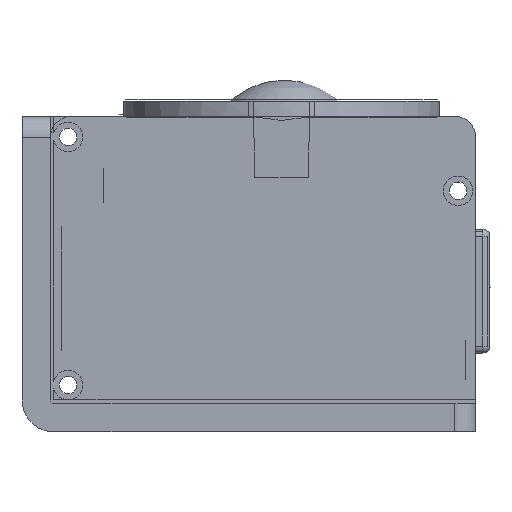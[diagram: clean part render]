
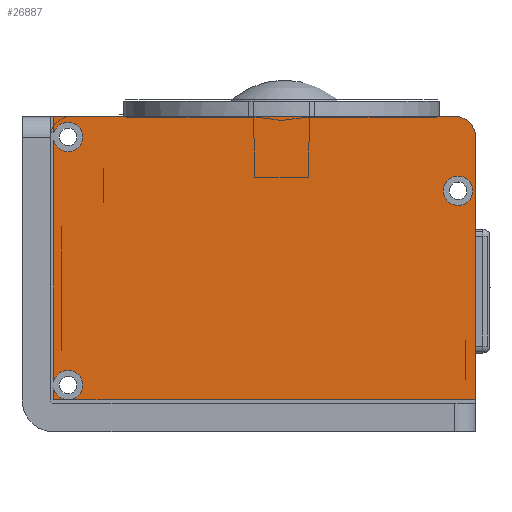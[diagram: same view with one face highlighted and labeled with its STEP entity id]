
A CAD part, front view. The second image highlights one B-rep face of the part: STEP entity #26887.
In plain terms, the highlighted planar face has unit normal (0, -1, 0).
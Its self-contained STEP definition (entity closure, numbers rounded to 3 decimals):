
#1388=FACE_BOUND('',#4596,.T.);
#2844=FACE_OUTER_BOUND('',#4595,.T.);
#4595=EDGE_LOOP('',(#24197,#24198,#24199,#24200,#24201,#24202,#24203,#24204,
#24205));
#4596=EDGE_LOOP('',(#24206));
#5277=CIRCLE('',#37878,2.075);
#5278=CIRCLE('',#37879,2.075);
#5279=CIRCLE('',#37880,3.);
#5280=CIRCLE('',#37881,2.075);
#9433=VERTEX_POINT('',#62561);
#9434=VERTEX_POINT('',#62562);
#9435=VERTEX_POINT('',#62564);
#9436=VERTEX_POINT('',#62566);
#9437=VERTEX_POINT('',#62568);
#9438=VERTEX_POINT('',#62570);
#9439=VERTEX_POINT('',#62572);
#9440=VERTEX_POINT('',#62574);
#9441=VERTEX_POINT('',#62576);
#9442=VERTEX_POINT('',#62579);
#14966=EDGE_CURVE('',#9433,#9434,#5277,.T.);
#14967=EDGE_CURVE('',#9433,#9435,#31336,.T.);
#14968=EDGE_CURVE('',#9436,#9435,#5278,.T.);
#14969=EDGE_CURVE('',#9436,#9437,#31337,.T.);
#14970=EDGE_CURVE('',#9437,#9438,#31338,.T.);
#14971=EDGE_CURVE('',#9438,#9439,#31339,.T.);
#14972=EDGE_CURVE('',#9440,#9439,#5279,.T.);
#14973=EDGE_CURVE('',#9440,#9441,#31340,.T.);
#14974=EDGE_CURVE('',#9441,#9434,#31341,.T.);
#14975=EDGE_CURVE('',#9442,#9442,#5280,.T.);
#24197=ORIENTED_EDGE('',*,*,#14966,.F.);
#24198=ORIENTED_EDGE('',*,*,#14967,.T.);
#24199=ORIENTED_EDGE('',*,*,#14968,.F.);
#24200=ORIENTED_EDGE('',*,*,#14969,.T.);
#24201=ORIENTED_EDGE('',*,*,#14970,.T.);
#24202=ORIENTED_EDGE('',*,*,#14971,.T.);
#24203=ORIENTED_EDGE('',*,*,#14972,.F.);
#24204=ORIENTED_EDGE('',*,*,#14973,.T.);
#24205=ORIENTED_EDGE('',*,*,#14974,.T.);
#24206=ORIENTED_EDGE('',*,*,#14975,.F.);
#25425=PLANE('',#37877);
#26887=ADVANCED_FACE('',(#2844,#1388),#25425,.F.);
#31336=LINE('',#62565,#35743);
#31337=LINE('',#62569,#35744);
#31338=LINE('',#62571,#35745);
#31339=LINE('',#62573,#35746);
#31340=LINE('',#62577,#35747);
#31341=LINE('',#62578,#35748);
#35743=VECTOR('',#46431,33.894);
#35744=VECTOR('',#46434,1.547);
#35745=VECTOR('',#46435,59.5);
#35746=VECTOR('',#46436,37.);
#35747=VECTOR('',#46439,56.5);
#35748=VECTOR('',#46440,2.347);
#37877=AXIS2_PLACEMENT_3D('',#62560,#46427,#46428);
#37878=AXIS2_PLACEMENT_3D('',#62563,#46429,#46430);
#37879=AXIS2_PLACEMENT_3D('',#62567,#46432,#46433);
#37880=AXIS2_PLACEMENT_3D('',#62575,#46437,#46438);
#37881=AXIS2_PLACEMENT_3D('',#62580,#46441,#46442);
#46427=DIRECTION('center_axis',(0.,1.,0.));
#46428=DIRECTION('ref_axis',(-1.,0.,0.));
#46429=DIRECTION('center_axis',(0.,-1.,0.));
#46430=DIRECTION('ref_axis',(-1.,0.,0.));
#46431=DIRECTION('',(0.,0.,-1.));
#46432=DIRECTION('center_axis',(0.,-1.,0.));
#46433=DIRECTION('ref_axis',(-1.,0.,0.));
#46434=DIRECTION('',(0.,0.,-1.));
#46435=DIRECTION('',(1.,0.,0.));
#46436=DIRECTION('',(0.,0.,1.));
#46437=DIRECTION('center_axis',(0.,1.,0.));
#46438=DIRECTION('ref_axis',(0.707,0.,0.707));
#46439=DIRECTION('',(-1.,0.,0.));
#46440=DIRECTION('',(0.,0.,-1.));
#46441=DIRECTION('center_axis',(0.,-1.,0.));
#46442=DIRECTION('ref_axis',(-1.,0.,0.));
#62560=CARTESIAN_POINT('Origin',(0.15,-51.5,-11.302));
#62561=CARTESIAN_POINT('',(-29.6,-51.5,6.245));
#62562=CARTESIAN_POINT('',(-29.6,-51.5,7.351));
#62563=CARTESIAN_POINT('Origin',(-27.6,-51.5,6.798));
#62564=CARTESIAN_POINT('',(-29.6,-51.5,-27.649));
#62565=CARTESIAN_POINT('',(-29.6,-51.5,9.698));
#62566=CARTESIAN_POINT('',(-29.6,-51.5,-28.755));
#62567=CARTESIAN_POINT('Origin',(-27.6,-51.5,-28.202));
#62568=CARTESIAN_POINT('',(-29.6,-51.5,-30.302));
#62569=CARTESIAN_POINT('',(-29.6,-51.5,9.698));
#62570=CARTESIAN_POINT('',(29.9,-51.5,-30.302));
#62571=CARTESIAN_POINT('',(-14.725,-51.5,-30.302));
#62572=CARTESIAN_POINT('',(29.9,-51.5,6.698));
#62573=CARTESIAN_POINT('',(29.9,-51.5,-32.302));
#62574=CARTESIAN_POINT('',(26.9,-51.5,9.698));
#62575=CARTESIAN_POINT('Origin',(26.9,-51.5,6.698));
#62576=CARTESIAN_POINT('',(-29.6,-51.5,9.698));
#62577=CARTESIAN_POINT('',(29.9,-51.5,9.698));
#62578=CARTESIAN_POINT('',(-29.6,-51.5,9.698));
#62579=CARTESIAN_POINT('',(29.475,-51.5,-0.802));
#62580=CARTESIAN_POINT('Origin',(27.4,-51.5,-0.802));
